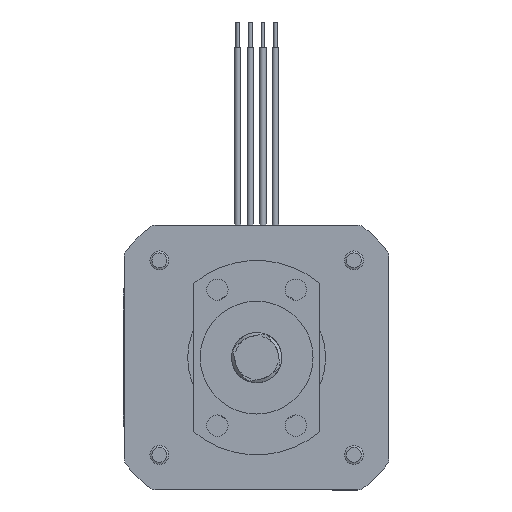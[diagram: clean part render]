
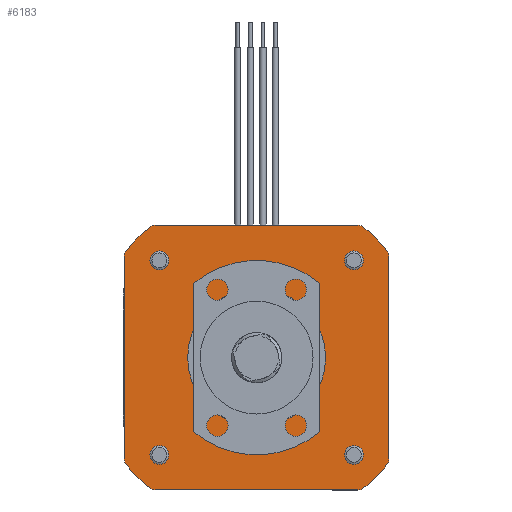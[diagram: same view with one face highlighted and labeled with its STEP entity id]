
A CAD part, front view. The second image highlights one B-rep face of the part: STEP entity #6183.
In plain terms, the highlighted face is planar.
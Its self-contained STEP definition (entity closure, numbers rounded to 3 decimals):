
#687=LINE('',#9890,#1210);
#688=LINE('',#9898,#1211);
#689=LINE('',#9906,#1212);
#690=LINE('',#9914,#1213);
#1210=VECTOR('',#8032,32.311);
#1211=VECTOR('',#8039,32.311);
#1212=VECTOR('',#8046,32.311);
#1213=VECTOR('',#8053,32.311);
#1395=FACE_BOUND('',#2084,.T.);
#1396=FACE_BOUND('',#2085,.T.);
#1397=FACE_BOUND('',#2086,.T.);
#1398=FACE_BOUND('',#2087,.T.);
#1399=FACE_BOUND('',#2088,.T.);
#1676=FACE_OUTER_BOUND('',#2083,.T.);
#2083=EDGE_LOOP('',(#5031,#5032,#5033,#5034,#5035,#5036,#5037,#5038,#5039,
#5040,#5041,#5042,#5043,#5044,#5045,#5046));
#2084=EDGE_LOOP('',(#5047));
#2085=EDGE_LOOP('',(#5048));
#2086=EDGE_LOOP('',(#5049));
#2087=EDGE_LOOP('',(#5050));
#2088=EDGE_LOOP('',(#5051));
#2471=CIRCLE('',#6680,11.);
#2474=CIRCLE('',#6685,26.9);
#2475=CIRCLE('',#6686,1.5);
#2476=CIRCLE('',#6687,1.5);
#2477=CIRCLE('',#6688,26.9);
#2478=CIRCLE('',#6689,1.5);
#2479=CIRCLE('',#6690,1.5);
#2480=CIRCLE('',#6691,26.9);
#2481=CIRCLE('',#6692,1.5);
#2482=CIRCLE('',#6693,1.5);
#2483=CIRCLE('',#6694,26.9);
#2484=CIRCLE('',#6695,1.5);
#2485=CIRCLE('',#6696,1.5);
#2486=CIRCLE('',#6697,1.5);
#2487=CIRCLE('',#6698,1.5);
#2488=CIRCLE('',#6699,1.5);
#2489=CIRCLE('',#6700,1.5);
#2963=VERTEX_POINT('',#9876);
#2966=VERTEX_POINT('',#9884);
#2967=VERTEX_POINT('',#9885);
#2968=VERTEX_POINT('',#9887);
#2969=VERTEX_POINT('',#9889);
#2970=VERTEX_POINT('',#9891);
#2971=VERTEX_POINT('',#9893);
#2972=VERTEX_POINT('',#9895);
#2973=VERTEX_POINT('',#9897);
#2974=VERTEX_POINT('',#9899);
#2975=VERTEX_POINT('',#9901);
#2976=VERTEX_POINT('',#9903);
#2977=VERTEX_POINT('',#9905);
#2978=VERTEX_POINT('',#9907);
#2979=VERTEX_POINT('',#9909);
#2980=VERTEX_POINT('',#9911);
#2981=VERTEX_POINT('',#9913);
#2982=VERTEX_POINT('',#9916);
#2983=VERTEX_POINT('',#9918);
#2984=VERTEX_POINT('',#9920);
#2985=VERTEX_POINT('',#9922);
#3713=EDGE_CURVE('',#2963,#2963,#2471,.T.);
#3716=EDGE_CURVE('',#2966,#2967,#2474,.T.);
#3717=EDGE_CURVE('',#2968,#2966,#2475,.T.);
#3718=EDGE_CURVE('',#2969,#2968,#687,.T.);
#3719=EDGE_CURVE('',#2970,#2969,#2476,.T.);
#3720=EDGE_CURVE('',#2971,#2970,#2477,.T.);
#3721=EDGE_CURVE('',#2972,#2971,#2478,.T.);
#3722=EDGE_CURVE('',#2973,#2972,#688,.T.);
#3723=EDGE_CURVE('',#2974,#2973,#2479,.T.);
#3724=EDGE_CURVE('',#2975,#2974,#2480,.T.);
#3725=EDGE_CURVE('',#2976,#2975,#2481,.T.);
#3726=EDGE_CURVE('',#2977,#2976,#689,.T.);
#3727=EDGE_CURVE('',#2978,#2977,#2482,.T.);
#3728=EDGE_CURVE('',#2979,#2978,#2483,.T.);
#3729=EDGE_CURVE('',#2980,#2979,#2484,.T.);
#3730=EDGE_CURVE('',#2981,#2980,#690,.T.);
#3731=EDGE_CURVE('',#2967,#2981,#2485,.T.);
#3732=EDGE_CURVE('',#2982,#2982,#2486,.T.);
#3733=EDGE_CURVE('',#2983,#2983,#2487,.T.);
#3734=EDGE_CURVE('',#2984,#2984,#2488,.T.);
#3735=EDGE_CURVE('',#2985,#2985,#2489,.T.);
#5031=ORIENTED_EDGE('',*,*,#3716,.F.);
#5032=ORIENTED_EDGE('',*,*,#3717,.F.);
#5033=ORIENTED_EDGE('',*,*,#3718,.F.);
#5034=ORIENTED_EDGE('',*,*,#3719,.F.);
#5035=ORIENTED_EDGE('',*,*,#3720,.F.);
#5036=ORIENTED_EDGE('',*,*,#3721,.F.);
#5037=ORIENTED_EDGE('',*,*,#3722,.F.);
#5038=ORIENTED_EDGE('',*,*,#3723,.F.);
#5039=ORIENTED_EDGE('',*,*,#3724,.F.);
#5040=ORIENTED_EDGE('',*,*,#3725,.F.);
#5041=ORIENTED_EDGE('',*,*,#3726,.F.);
#5042=ORIENTED_EDGE('',*,*,#3727,.F.);
#5043=ORIENTED_EDGE('',*,*,#3728,.F.);
#5044=ORIENTED_EDGE('',*,*,#3729,.F.);
#5045=ORIENTED_EDGE('',*,*,#3730,.F.);
#5046=ORIENTED_EDGE('',*,*,#3731,.F.);
#5047=ORIENTED_EDGE('',*,*,#3713,.T.);
#5048=ORIENTED_EDGE('',*,*,#3732,.T.);
#5049=ORIENTED_EDGE('',*,*,#3733,.T.);
#5050=ORIENTED_EDGE('',*,*,#3734,.T.);
#5051=ORIENTED_EDGE('',*,*,#3735,.T.);
#5920=PLANE('',#6684);
#6183=ADVANCED_FACE('',(#1676,#1395,#1396,#1397,#1398,#1399),#5920,.F.);
#6680=AXIS2_PLACEMENT_3D('',#9877,#8018,#8019);
#6684=AXIS2_PLACEMENT_3D('',#9883,#8026,#8027);
#6685=AXIS2_PLACEMENT_3D('',#9886,#8028,#8029);
#6686=AXIS2_PLACEMENT_3D('',#9888,#8030,#8031);
#6687=AXIS2_PLACEMENT_3D('',#9892,#8033,#8034);
#6688=AXIS2_PLACEMENT_3D('',#9894,#8035,#8036);
#6689=AXIS2_PLACEMENT_3D('',#9896,#8037,#8038);
#6690=AXIS2_PLACEMENT_3D('',#9900,#8040,#8041);
#6691=AXIS2_PLACEMENT_3D('',#9902,#8042,#8043);
#6692=AXIS2_PLACEMENT_3D('',#9904,#8044,#8045);
#6693=AXIS2_PLACEMENT_3D('',#9908,#8047,#8048);
#6694=AXIS2_PLACEMENT_3D('',#9910,#8049,#8050);
#6695=AXIS2_PLACEMENT_3D('',#9912,#8051,#8052);
#6696=AXIS2_PLACEMENT_3D('',#9915,#8054,#8055);
#6697=AXIS2_PLACEMENT_3D('',#9917,#8056,#8057);
#6698=AXIS2_PLACEMENT_3D('',#9919,#8058,#8059);
#6699=AXIS2_PLACEMENT_3D('',#9921,#8060,#8061);
#6700=AXIS2_PLACEMENT_3D('',#9923,#8062,#8063);
#8018=DIRECTION('center_axis',(0.,0.,1.));
#8019=DIRECTION('ref_axis',(1.,0.,0.));
#8026=DIRECTION('center_axis',(0.,0.,1.));
#8027=DIRECTION('ref_axis',(1.,0.,0.));
#8028=DIRECTION('center_axis',(0.,0.,1.));
#8029=DIRECTION('ref_axis',(1.,0.,0.));
#8030=DIRECTION('center_axis',(0.,0.,1.));
#8031=DIRECTION('ref_axis',(-1.,0.,0.));
#8032=DIRECTION('',(0.,-1.,0.));
#8033=DIRECTION('center_axis',(0.,0.,1.));
#8034=DIRECTION('ref_axis',(-1.,0.,0.));
#8035=DIRECTION('center_axis',(0.,0.,1.));
#8036=DIRECTION('ref_axis',(1.,0.,0.));
#8037=DIRECTION('center_axis',(0.,0.,1.));
#8038=DIRECTION('ref_axis',(-1.,0.,0.));
#8039=DIRECTION('',(-1.,0.,0.));
#8040=DIRECTION('center_axis',(0.,0.,1.));
#8041=DIRECTION('ref_axis',(-1.,0.,0.));
#8042=DIRECTION('center_axis',(0.,0.,1.));
#8043=DIRECTION('ref_axis',(1.,0.,0.));
#8044=DIRECTION('center_axis',(0.,0.,1.));
#8045=DIRECTION('ref_axis',(-1.,0.,0.));
#8046=DIRECTION('',(0.,1.,0.));
#8047=DIRECTION('center_axis',(0.,0.,1.));
#8048=DIRECTION('ref_axis',(-1.,0.,0.));
#8049=DIRECTION('center_axis',(0.,0.,1.));
#8050=DIRECTION('ref_axis',(1.,0.,0.));
#8051=DIRECTION('center_axis',(0.,0.,1.));
#8052=DIRECTION('ref_axis',(-1.,0.,0.));
#8053=DIRECTION('',(1.,0.,0.));
#8054=DIRECTION('center_axis',(0.,0.,1.));
#8055=DIRECTION('ref_axis',(1.,0.,0.));
#8056=DIRECTION('center_axis',(0.,0.,1.));
#8057=DIRECTION('ref_axis',(1.,0.,0.));
#8058=DIRECTION('center_axis',(0.,0.,1.));
#8059=DIRECTION('ref_axis',(1.,0.,0.));
#8060=DIRECTION('center_axis',(0.,0.,1.));
#8061=DIRECTION('ref_axis',(1.,0.,0.));
#8062=DIRECTION('center_axis',(0.,0.,1.));
#8063=DIRECTION('ref_axis',(1.,0.,0.));
#9876=CARTESIAN_POINT('',(11.,0.,1.8));
#9877=CARTESIAN_POINT('Origin',(0.,0.,1.8));
#9883=CARTESIAN_POINT('Origin',(0.,0.,1.8));
#9884=CARTESIAN_POINT('',(-20.757,-17.11,1.8));
#9885=CARTESIAN_POINT('',(-17.11,-20.757,1.8));
#9886=CARTESIAN_POINT('Origin',(0.,0.,1.8));
#9887=CARTESIAN_POINT('',(-21.1,-16.155,1.8));
#9888=CARTESIAN_POINT('Origin',(-19.6,-16.155,1.8));
#9889=CARTESIAN_POINT('',(-21.1,16.155,1.8));
#9890=CARTESIAN_POINT('',(-21.1,16.155,1.8));
#9891=CARTESIAN_POINT('',(-20.757,17.11,1.8));
#9892=CARTESIAN_POINT('Origin',(-19.6,16.155,1.8));
#9893=CARTESIAN_POINT('',(-17.11,20.757,1.8));
#9894=CARTESIAN_POINT('Origin',(0.,0.,1.8));
#9895=CARTESIAN_POINT('',(-16.155,21.1,1.8));
#9896=CARTESIAN_POINT('Origin',(-16.155,19.6,1.8));
#9897=CARTESIAN_POINT('',(16.155,21.1,1.8));
#9898=CARTESIAN_POINT('',(16.155,21.1,1.8));
#9899=CARTESIAN_POINT('',(17.11,20.757,1.8));
#9900=CARTESIAN_POINT('Origin',(16.155,19.6,1.8));
#9901=CARTESIAN_POINT('',(20.757,17.11,1.8));
#9902=CARTESIAN_POINT('Origin',(0.,0.,1.8));
#9903=CARTESIAN_POINT('',(21.1,16.155,1.8));
#9904=CARTESIAN_POINT('Origin',(19.6,16.155,1.8));
#9905=CARTESIAN_POINT('',(21.1,-16.155,1.8));
#9906=CARTESIAN_POINT('',(21.1,-16.155,1.8));
#9907=CARTESIAN_POINT('',(20.757,-17.11,1.8));
#9908=CARTESIAN_POINT('Origin',(19.6,-16.155,1.8));
#9909=CARTESIAN_POINT('',(17.11,-20.757,1.8));
#9910=CARTESIAN_POINT('Origin',(0.,0.,1.8));
#9911=CARTESIAN_POINT('',(16.155,-21.1,1.8));
#9912=CARTESIAN_POINT('Origin',(16.155,-19.6,1.8));
#9913=CARTESIAN_POINT('',(-16.155,-21.1,1.8));
#9914=CARTESIAN_POINT('',(-16.155,-21.1,1.8));
#9915=CARTESIAN_POINT('Origin',(-16.155,-19.6,1.8));
#9916=CARTESIAN_POINT('',(-14.,-15.5,1.8));
#9917=CARTESIAN_POINT('Origin',(-15.5,-15.5,1.8));
#9918=CARTESIAN_POINT('',(17.,-15.5,1.8));
#9919=CARTESIAN_POINT('Origin',(15.5,-15.5,1.8));
#9920=CARTESIAN_POINT('',(17.,15.5,1.8));
#9921=CARTESIAN_POINT('Origin',(15.5,15.5,1.8));
#9922=CARTESIAN_POINT('',(-14.,15.5,1.8));
#9923=CARTESIAN_POINT('Origin',(-15.5,15.5,1.8));
